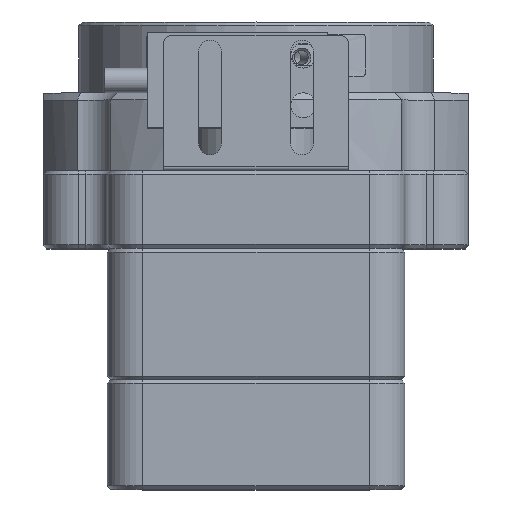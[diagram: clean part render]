
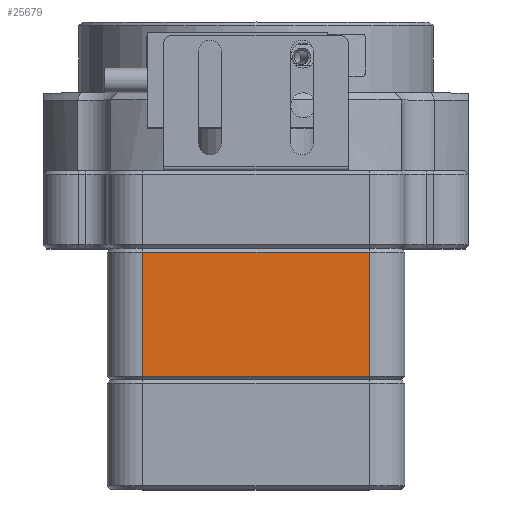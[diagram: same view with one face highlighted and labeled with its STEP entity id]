
A CAD part, top view. The second image highlights one B-rep face of the part: STEP entity #25679.
In plain terms, the highlighted planar face has unit normal (0, 0, 1).
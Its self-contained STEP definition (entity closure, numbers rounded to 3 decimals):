
#382 = VECTOR ( 'NONE', #11791, 1000. ) ;
#2636 = ORIENTED_EDGE ( 'NONE', *, *, #22140, .T. ) ;
#2740 = ORIENTED_EDGE ( 'NONE', *, *, #10848, .T. ) ;
#2758 = ORIENTED_EDGE ( 'NONE', *, *, #27431, .F. ) ;
#2765 = ORIENTED_EDGE ( 'NONE', *, *, #20893, .T. ) ;
#9683 = EDGE_LOOP ( 'NONE', ( #2636, #2740, #2758, #2765 ) ) ;
#10848 = EDGE_CURVE ( 'NONE', #24210, #21796, #11829, .T. ) ;
#11372 = DIRECTION ( 'NONE',  ( -1., 0., 0. ) ) ;
#11375 = DIRECTION ( 'NONE',  ( 0., 0., -1. ) ) ;
#11399 = CARTESIAN_POINT ( 'NONE',  ( 16., 0., 53. ) ) ;
#11401 = PLANE ( 'NONE',  #13991 ) ;
#11430 = FACE_OUTER_BOUND ( 'NONE', #9683, .T. ) ;
#11791 = DIRECTION ( 'NONE',  ( 1., 0., 0. ) ) ;
#11818 = CARTESIAN_POINT ( 'NONE',  ( 16., -18., 53. ) ) ;
#11829 = LINE ( 'NONE', #11818, #382 ) ;
#12926 = VECTOR ( 'NONE', #18909, 1000. ) ;
#13166 = VECTOR ( 'NONE', #24674, 1000. ) ;
#13991 = AXIS2_PLACEMENT_3D ( 'NONE', #11399, #11375, #11372 ) ;
#16912 = CARTESIAN_POINT ( 'NONE',  ( -16., -0.5, 53. ) ) ;
#18909 = DIRECTION ( 'NONE',  ( 0., -1., 0. ) ) ;
#18922 = CARTESIAN_POINT ( 'NONE',  ( -16., 0., 53. ) ) ;
#18950 = LINE ( 'NONE', #18922, #12926 ) ;
#19139 = VERTEX_POINT ( 'NONE', #21726 ) ;
#20253 = VECTOR ( 'NONE', #27327, 1000. ) ;
#20893 = EDGE_CURVE ( 'NONE', #19139, #25113, #27363, .T. ) ;
#20957 = CARTESIAN_POINT ( 'NONE',  ( 16., -18., 53. ) ) ;
#21726 = CARTESIAN_POINT ( 'NONE',  ( 16., -0.5, 53. ) ) ;
#21796 = VERTEX_POINT ( 'NONE', #20957 ) ;
#22140 = EDGE_CURVE ( 'NONE', #25113, #24210, #18950, .T. ) ;
#24210 = VERTEX_POINT ( 'NONE', #24294 ) ;
#24294 = CARTESIAN_POINT ( 'NONE',  ( -16., -18., 53. ) ) ;
#24674 = DIRECTION ( 'NONE',  ( 0., -1., 0. ) ) ;
#24699 = CARTESIAN_POINT ( 'NONE',  ( 16., 0., 53. ) ) ;
#24707 = LINE ( 'NONE', #24699, #13166 ) ;
#25113 = VERTEX_POINT ( 'NONE', #16912 ) ;
#25679 = ADVANCED_FACE ( 'NONE', ( #11430 ), #11401, .F. ) ;
#27327 = DIRECTION ( 'NONE',  ( -1., 0., 0. ) ) ;
#27356 = CARTESIAN_POINT ( 'NONE',  ( -16., -0.5, 53. ) ) ;
#27363 = LINE ( 'NONE', #27356, #20253 ) ;
#27431 = EDGE_CURVE ( 'NONE', #19139, #21796, #24707, .T. ) ;
